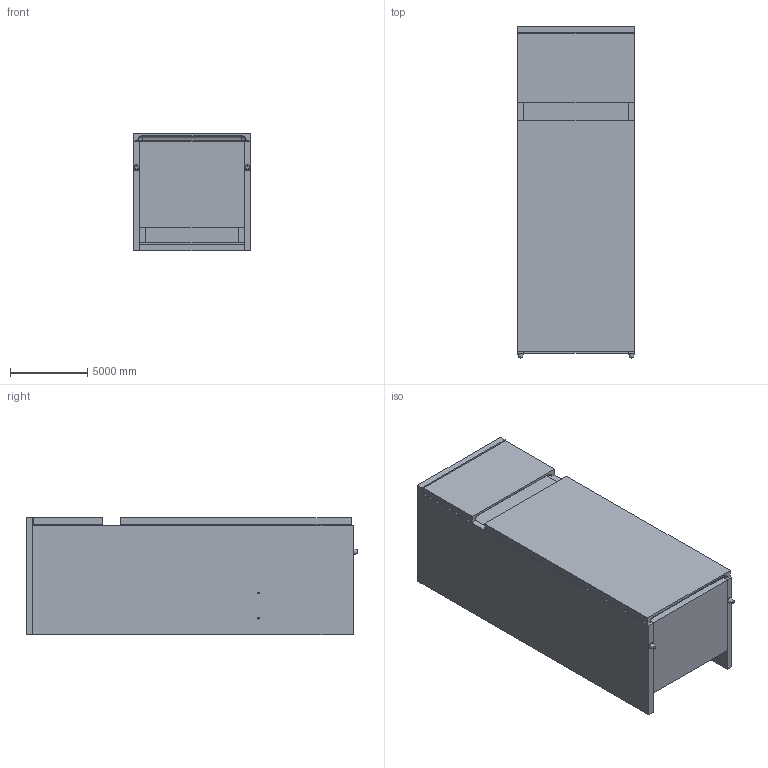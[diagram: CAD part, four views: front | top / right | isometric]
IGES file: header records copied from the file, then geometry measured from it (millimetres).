
Global section: file name: AD32W; native system: AutoCAD 2016 - English; preprocessor: Autodesk Translation Framework DWG producer (atf_dwg_producer); organization: unknown; date: 20180201.185152; units: inch
Bounding box: 7620 x 21551.9 x 7645.4 mm (x, y, z)
Volume: 280201309135.9 mm3; surface area: 1754732482.4 mm2
Topology: 16 solids, 16 shells, 131 faces, 283 edges, 186 vertices
Faces by surface type: bspline 131
